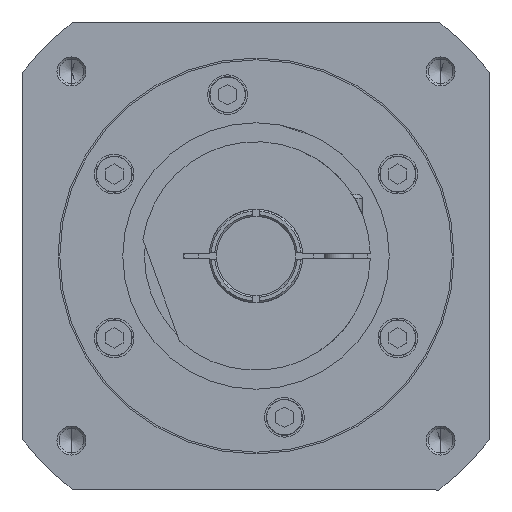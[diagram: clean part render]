
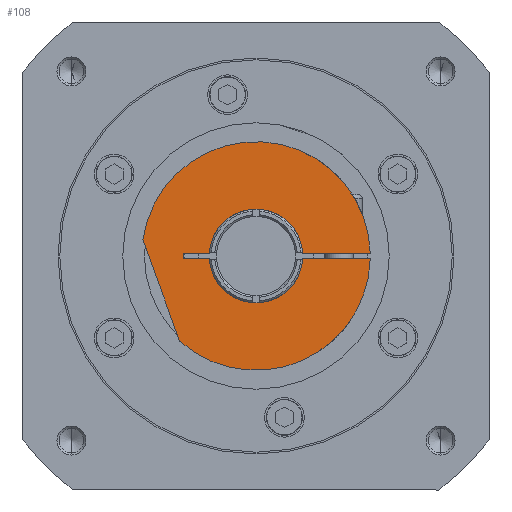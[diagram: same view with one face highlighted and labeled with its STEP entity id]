
A CAD part, left-side view. The second image highlights one B-rep face of the part: STEP entity #108.
In plain terms, the highlighted planar face has unit normal (-1, 0, 0).
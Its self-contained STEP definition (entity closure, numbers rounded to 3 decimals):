
#108 = ADVANCED_FACE ( 'NONE', ( #9207 ), #4521, .F. ) ;
#172 = CARTESIAN_POINT ( 'NONE',  ( -53., 12.978, 0.75 ) ) ;
#185 = AXIS2_PLACEMENT_3D ( 'NONE', #10307, #8871, #8813 ) ;
#478 = VERTEX_POINT ( 'NONE', #4463 ) ;
#638 = EDGE_CURVE ( 'NONE', #16101, #18976, #1852, .T. ) ;
#693 = DIRECTION ( 'NONE',  ( 0., 0.342, 0.94 ) ) ;
#824 = CARTESIAN_POINT ( 'NONE',  ( -53., -31.741, 0.75 ) ) ;
#937 = EDGE_CURVE ( 'NONE', #5271, #15607, #11941, .T. ) ;
#1306 = EDGE_CURVE ( 'NONE', #9727, #3224, #14676, .T. ) ;
#1852 = LINE ( 'NONE', #172, #12649 ) ;
#2106 = DIRECTION ( 'NONE',  ( 0., -1., 0. ) ) ;
#2881 = DIRECTION ( 'NONE',  ( 1., 0., 0. ) ) ;
#3224 = VERTEX_POINT ( 'NONE', #3527 ) ;
#3484 = ORIENTED_EDGE ( 'NONE', *, *, #1306, .F. ) ;
#3527 = CARTESIAN_POINT ( 'NONE',  ( -53., 12.978, -0.75 ) ) ;
#3977 = CARTESIAN_POINT ( 'NONE',  ( -53., 20., 0.75 ) ) ;
#3998 = CARTESIAN_POINT ( 'NONE',  ( -53., 20., -0.75 ) ) ;
#4264 = ORIENTED_EDGE ( 'NONE', *, *, #12929, .F. ) ;
#4344 = DIRECTION ( 'NONE',  ( 0., 1., 0. ) ) ;
#4409 = VECTOR ( 'NONE', #2106, 1000. ) ;
#4463 = CARTESIAN_POINT ( 'NONE',  ( -53., -12.978, -0.75 ) ) ;
#4521 = PLANE ( 'NONE',  #185 ) ;
#4824 = DIRECTION ( 'NONE',  ( 0., 1., 0. ) ) ;
#4891 = DIRECTION ( 'NONE',  ( -1., 0., 0. ) ) ;
#5271 = VERTEX_POINT ( 'NONE', #8225 ) ;
#5290 = LINE ( 'NONE', #824, #18605 ) ;
#5595 = CARTESIAN_POINT ( 'NONE',  ( -53., -31.741, 0.75 ) ) ;
#5692 = CARTESIAN_POINT ( 'NONE',  ( -53., 12.978, 0.75 ) ) ;
#5779 = VERTEX_POINT ( 'NONE', #18331 ) ;
#5864 = ORIENTED_EDGE ( 'NONE', *, *, #14313, .F. ) ;
#6034 = ORIENTED_EDGE ( 'NONE', *, *, #16996, .F. ) ;
#6158 = CARTESIAN_POINT ( 'NONE',  ( -53., 0., 0. ) ) ;
#6304 = EDGE_LOOP ( 'NONE', ( #12122, #12966, #14721, #4264, #5864, #12205, #6034, #3484, #13636, #8539 ) ) ;
#6427 = CIRCLE ( 'NONE', #7468, 31.75 ) ;
#7096 = CIRCLE ( 'NONE', #9352, 13. ) ;
#7121 = CARTESIAN_POINT ( 'NONE',  ( -53., 0., 0. ) ) ;
#7468 = AXIS2_PLACEMENT_3D ( 'NONE', #11677, #2881, #4344 ) ;
#7500 = EDGE_CURVE ( 'NONE', #15607, #17850, #5290, .T. ) ;
#7900 = AXIS2_PLACEMENT_3D ( 'NONE', #6158, #16437, #18035 ) ;
#8006 = DIRECTION ( 'NONE',  ( 0., -1., 0. ) ) ;
#8060 = EDGE_CURVE ( 'NONE', #17850, #16101, #16777, .T. ) ;
#8225 = CARTESIAN_POINT ( 'NONE',  ( -53., 31.431, 4.489 ) ) ;
#8327 = LINE ( 'NONE', #8377, #9241 ) ;
#8377 = CARTESIAN_POINT ( 'NONE',  ( -53., 20., 0.75 ) ) ;
#8539 = ORIENTED_EDGE ( 'NONE', *, *, #638, .F. ) ;
#8813 = DIRECTION ( 'NONE',  ( 0., 1., 0. ) ) ;
#8871 = DIRECTION ( 'NONE',  ( 1., 0., 0. ) ) ;
#9207 = FACE_OUTER_BOUND ( 'NONE', #6304, .T. ) ;
#9241 = VECTOR ( 'NONE', #15756, 1000. ) ;
#9340 = CARTESIAN_POINT ( 'NONE',  ( -53., 31.431, 4.489 ) ) ;
#9352 = AXIS2_PLACEMENT_3D ( 'NONE', #16642, #4891, #4824 ) ;
#9393 = AXIS2_PLACEMENT_3D ( 'NONE', #7121, #16173, #13227 ) ;
#9727 = VERTEX_POINT ( 'NONE', #3998 ) ;
#10267 = CARTESIAN_POINT ( 'NONE',  ( -53., -12.978, 0.75 ) ) ;
#10307 = CARTESIAN_POINT ( 'NONE',  ( -53., 0., 0. ) ) ;
#10414 = VECTOR ( 'NONE', #693, 1000. ) ;
#11677 = CARTESIAN_POINT ( 'NONE',  ( -53., 0., 0. ) ) ;
#11941 = CIRCLE ( 'NONE', #9393, 31.75 ) ;
#12122 = ORIENTED_EDGE ( 'NONE', *, *, #8060, .F. ) ;
#12205 = ORIENTED_EDGE ( 'NONE', *, *, #14656, .F. ) ;
#12649 = VECTOR ( 'NONE', #18113, 1000. ) ;
#12929 = EDGE_CURVE ( 'NONE', #13787, #5271, #18424, .T. ) ;
#12966 = ORIENTED_EDGE ( 'NONE', *, *, #7500, .F. ) ;
#13146 = LINE ( 'NONE', #16792, #4409 ) ;
#13165 = EDGE_CURVE ( 'NONE', #18976, #9727, #8327, .T. ) ;
#13227 = DIRECTION ( 'NONE',  ( 0., 1., 0. ) ) ;
#13636 = ORIENTED_EDGE ( 'NONE', *, *, #13165, .F. ) ;
#13787 = VERTEX_POINT ( 'NONE', #15605 ) ;
#14313 = EDGE_CURVE ( 'NONE', #5779, #13787, #6427, .T. ) ;
#14656 = EDGE_CURVE ( 'NONE', #478, #5779, #13146, .T. ) ;
#14676 = LINE ( 'NONE', #16680, #18326 ) ;
#14721 = ORIENTED_EDGE ( 'NONE', *, *, #937, .F. ) ;
#15306 = DIRECTION ( 'NONE',  ( 0., 1., 0. ) ) ;
#15605 = CARTESIAN_POINT ( 'NONE',  ( -53., 21.192, -23.643 ) ) ;
#15607 = VERTEX_POINT ( 'NONE', #5595 ) ;
#15756 = DIRECTION ( 'NONE',  ( 0., 0., -1. ) ) ;
#16101 = VERTEX_POINT ( 'NONE', #5692 ) ;
#16173 = DIRECTION ( 'NONE',  ( 1., 0., 0. ) ) ;
#16437 = DIRECTION ( 'NONE',  ( -1., 0., 0. ) ) ;
#16642 = CARTESIAN_POINT ( 'NONE',  ( -53., 0., 0. ) ) ;
#16680 = CARTESIAN_POINT ( 'NONE',  ( -53., 12.978, -0.75 ) ) ;
#16777 = CIRCLE ( 'NONE', #7900, 13. ) ;
#16792 = CARTESIAN_POINT ( 'NONE',  ( -53., -31.741, -0.75 ) ) ;
#16996 = EDGE_CURVE ( 'NONE', #3224, #478, #7096, .T. ) ;
#17850 = VERTEX_POINT ( 'NONE', #10267 ) ;
#18035 = DIRECTION ( 'NONE',  ( 0., 1., 0. ) ) ;
#18113 = DIRECTION ( 'NONE',  ( 0., 1., 0. ) ) ;
#18326 = VECTOR ( 'NONE', #8006, 1000. ) ;
#18331 = CARTESIAN_POINT ( 'NONE',  ( -53., -31.741, -0.75 ) ) ;
#18424 = LINE ( 'NONE', #9340, #10414 ) ;
#18605 = VECTOR ( 'NONE', #15306, 1000. ) ;
#18976 = VERTEX_POINT ( 'NONE', #3977 ) ;
